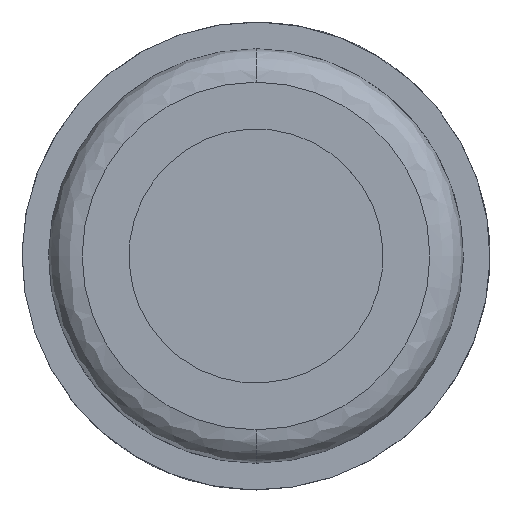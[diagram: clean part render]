
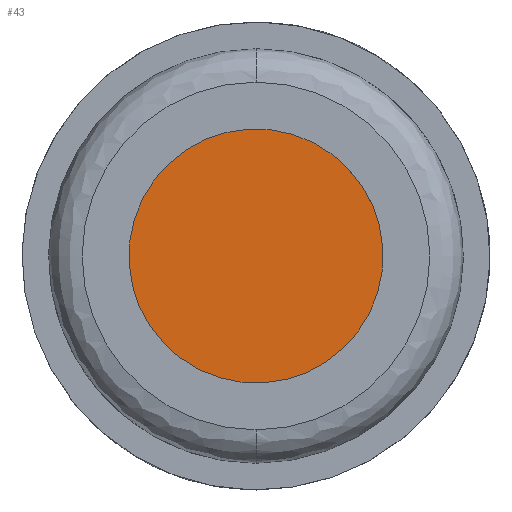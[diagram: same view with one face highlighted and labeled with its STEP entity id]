
A CAD part, front view. The second image highlights one B-rep face of the part: STEP entity #43.
In plain terms, the highlighted planar face has unit normal (0, -1, 0).
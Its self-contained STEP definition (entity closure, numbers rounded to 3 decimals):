
#43=ADVANCED_FACE('',(#98),#97,.F.);
#97=PLANE('',#329);
#98=FACE_OUTER_BOUND('',#330,.T.);
#326=CARTESIAN_POINT('',(-14.4,10.7,-18.486));
#327=DIRECTION('',(0.,1.,0.));
#328=DIRECTION('',(0.,0.,1.));
#329=AXIS2_PLACEMENT_3D('',#326,#327,#328);
#330=EDGE_LOOP('',(#572,#573));
#572=ORIENTED_EDGE('',*,*,#702,.T.);
#573=ORIENTED_EDGE('',*,*,#703,.T.);
#702=EDGE_CURVE('',#851,#852,#853,.T.);
#703=EDGE_CURVE('',#852,#851,#859,.T.);
#851=VERTEX_POINT('',#1260);
#852=VERTEX_POINT('',#1261);
#853=CIRCLE('',#1265,9.5);
#859=CIRCLE('',#1269,9.5);
#1260=CARTESIAN_POINT('',(-9.434,10.7,1.121));
#1261=CARTESIAN_POINT('',(9.434,10.7,-1.121));
#1262=CARTESIAN_POINT('',(0.,10.7,0.));
#1263=DIRECTION('',(0.,-1.,0.));
#1264=DIRECTION('',(-0.993,0.,0.118));
#1265=AXIS2_PLACEMENT_3D('',#1262,#1263,#1264);
#1266=CARTESIAN_POINT('',(0.,10.7,0.));
#1267=DIRECTION('',(0.,-1.,0.));
#1268=DIRECTION('',(-0.993,0.,0.118));
#1269=AXIS2_PLACEMENT_3D('',#1266,#1267,#1268);
